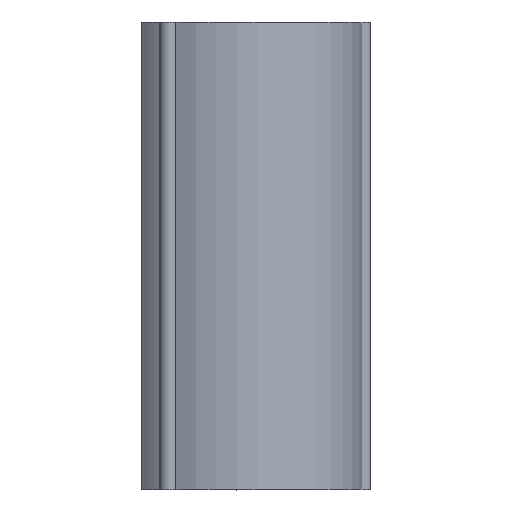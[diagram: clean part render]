
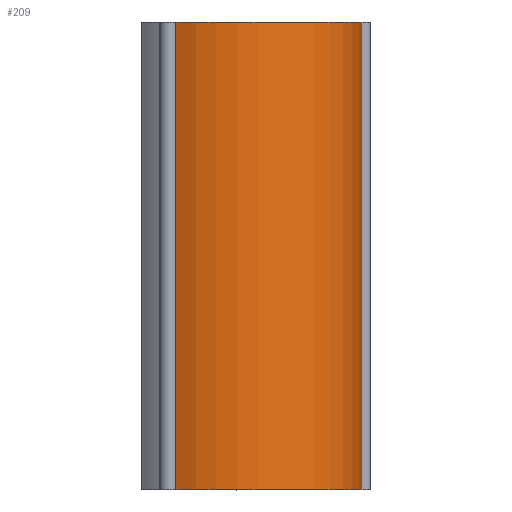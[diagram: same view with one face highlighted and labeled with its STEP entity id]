
A CAD part, top view. The second image highlights one B-rep face of the part: STEP entity #209.
In plain terms, the highlighted cylindrical face has radius 10.5 mm (diameter 21 mm), a partial arc.
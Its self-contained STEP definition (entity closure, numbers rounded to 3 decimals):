
#23=FACE_OUTER_BOUND('',#35,.T.);
#35=EDGE_LOOP('',(#153,#154,#155,#156));
#47=LINE('',#358,#61);
#48=LINE('',#364,#62);
#61=VECTOR('',#289,10.);
#62=VECTOR('',#296,10.);
#79=CIRCLE('',#244,10.5);
#80=CIRCLE('',#245,10.5);
#95=VERTEX_POINT('',#354);
#96=VERTEX_POINT('',#356);
#97=VERTEX_POINT('',#360);
#98=VERTEX_POINT('',#362);
#119=EDGE_CURVE('',#95,#96,#47,.T.);
#120=EDGE_CURVE('',#97,#95,#79,.T.);
#121=EDGE_CURVE('',#98,#96,#80,.T.);
#122=EDGE_CURVE('',#97,#98,#48,.T.);
#153=ORIENTED_EDGE('',*,*,#120,.T.);
#154=ORIENTED_EDGE('',*,*,#119,.T.);
#155=ORIENTED_EDGE('',*,*,#121,.F.);
#156=ORIENTED_EDGE('',*,*,#122,.F.);
#201=CYLINDRICAL_SURFACE('',#243,10.5);
#209=ADVANCED_FACE('',(#23),#201,.T.);
#243=AXIS2_PLACEMENT_3D('',#359,#290,#291);
#244=AXIS2_PLACEMENT_3D('',#361,#292,#293);
#245=AXIS2_PLACEMENT_3D('',#363,#294,#295);
#289=DIRECTION('',(0.,1.,0.));
#290=DIRECTION('center_axis',(0.,1.,0.));
#291=DIRECTION('ref_axis',(-0.44,0.,0.898));
#292=DIRECTION('center_axis',(0.,1.,0.));
#293=DIRECTION('ref_axis',(-0.44,0.,0.898));
#294=DIRECTION('center_axis',(0.,1.,0.));
#295=DIRECTION('ref_axis',(-0.44,0.,0.898));
#296=DIRECTION('',(0.,1.,0.));
#354=CARTESIAN_POINT('',(10.478,0.,0.684));
#356=CARTESIAN_POINT('',(10.478,38.,0.684));
#358=CARTESIAN_POINT('',(10.478,0.,0.684));
#359=CARTESIAN_POINT('Origin',(0.,0.,0.));
#360=CARTESIAN_POINT('',(-4.618,0.,9.43));
#361=CARTESIAN_POINT('Origin',(0.,0.,0.));
#362=CARTESIAN_POINT('',(-4.618,38.,9.43));
#363=CARTESIAN_POINT('Origin',(0.,38.,0.));
#364=CARTESIAN_POINT('',(-4.618,0.,9.43));
